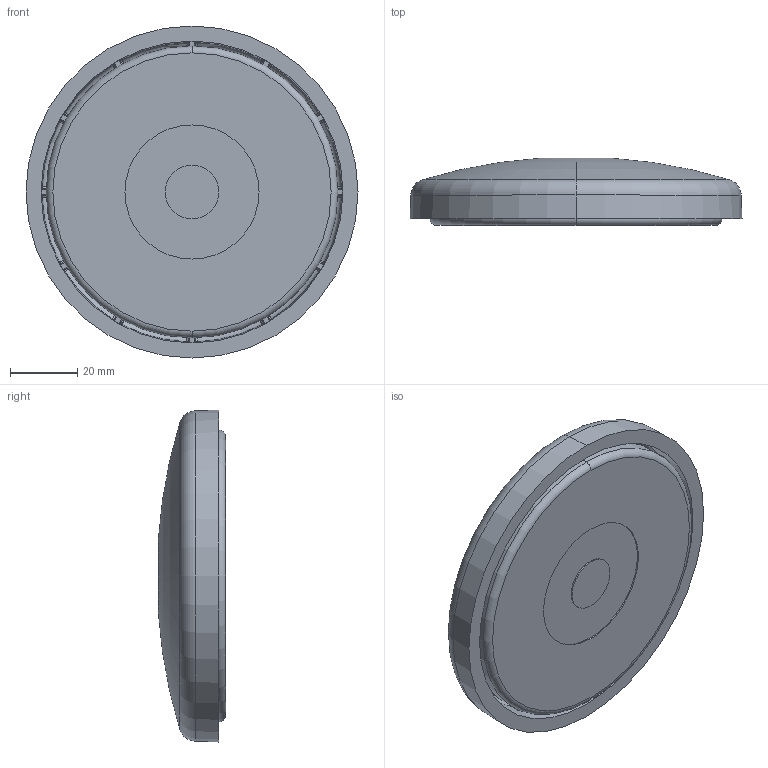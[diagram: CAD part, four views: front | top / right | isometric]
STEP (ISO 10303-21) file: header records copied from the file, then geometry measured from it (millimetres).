
FILE_DESCRIPTION (( 'STEP AP214' ), '1' );
FILE_NAME ('098a100zsg.STEP', '2014-09-10T06:43:45', ( '' ), ( '' ), 'SwSTEP 2.0', 'SolidWorks 2014', '' );
FILE_SCHEMA (( 'AUTOMOTIVE_DESIGN' ));
Length unit declared in the file: millimetre
Products named in the file (1): 098a100zsg
Bounding box: 99 x 20 x 99 mm (x, y, z)
Volume: 86027.9 mm3; surface area: 45208.7 mm2
Topology: 2 solids, 2 shells, 1393 faces, 3246 edges, 1849 vertices
Faces by surface type: bspline 753, torus 250, cone 132, plane 95, cylinder 94, sphere 69
Entity records: 73529 total; most frequent: CARTESIAN_POINT 32222, ORIENTED_EDGE 6436, DIRECTION 4120, EDGE_CURVE 3218, VERTEX_POINT 1851, AXIS2_PLACEMENT_3D 1849, B_SPLINE_CURVE_WITH_KNOTS 1540, EDGE_LOOP 1417
